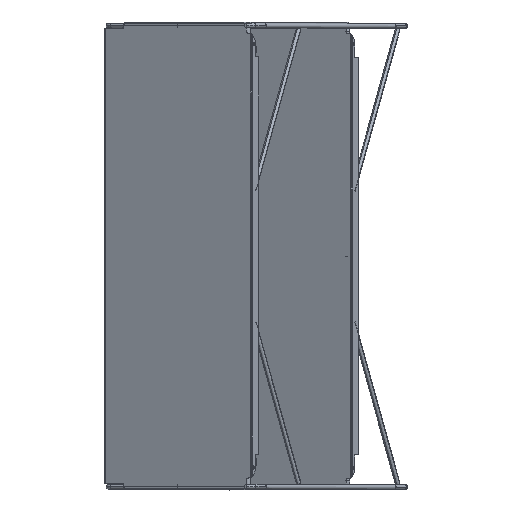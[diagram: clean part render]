
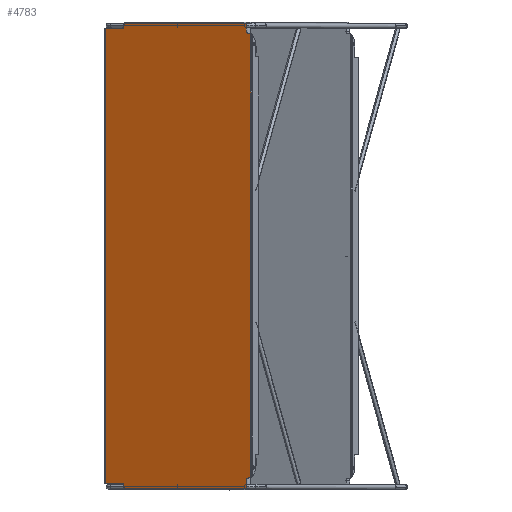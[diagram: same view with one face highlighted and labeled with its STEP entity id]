
A CAD part, top view. The second image highlights one B-rep face of the part: STEP entity #4783.
In plain terms, the highlighted face is planar.
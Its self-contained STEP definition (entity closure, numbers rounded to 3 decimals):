
#4 = EDGE_CURVE ( 'NONE', #5729, #690, #5521, .T. ) ;
#14 = ORIENTED_EDGE ( 'NONE', *, *, #692, .T. ) ;
#45 = VERTEX_POINT ( 'NONE', #1882 ) ;
#109 = LINE ( 'NONE', #6548, #4494 ) ;
#126 = DIRECTION ( 'NONE',  ( 0., -1., 0. ) ) ;
#140 = CIRCLE ( 'NONE', #2811, 4. ) ;
#274 = ORIENTED_EDGE ( 'NONE', *, *, #5560, .T. ) ;
#303 = ORIENTED_EDGE ( 'NONE', *, *, #7141, .F. ) ;
#324 = DIRECTION ( 'NONE',  ( 0., 1., 0. ) ) ;
#371 = VERTEX_POINT ( 'NONE', #1731 ) ;
#377 = DIRECTION ( 'NONE',  ( 1., 0., 0. ) ) ;
#465 = LINE ( 'NONE', #6273, #4133 ) ;
#491 = VECTOR ( 'NONE', #4249, 1000. ) ;
#593 = CARTESIAN_POINT ( 'NONE',  ( -116.921, 436.354, -1. ) ) ;
#612 = CARTESIAN_POINT ( 'NONE',  ( -9.253, 255.267, -1. ) ) ;
#632 = LINE ( 'NONE', #1804, #7289 ) ;
#674 = VERTEX_POINT ( 'NONE', #2836 ) ;
#690 = VERTEX_POINT ( 'NONE', #4971 ) ;
#692 = EDGE_CURVE ( 'NONE', #5127, #6011, #7229, .T. ) ;
#796 = EDGE_CURVE ( 'NONE', #690, #3866, #1475, .T. ) ;
#813 = ORIENTED_EDGE ( 'NONE', *, *, #6432, .T. ) ;
#836 = ORIENTED_EDGE ( 'NONE', *, *, #2203, .T. ) ;
#990 = AXIS2_PLACEMENT_3D ( 'NONE', #4797, #7127, #2060 ) ;
#991 = ORIENTED_EDGE ( 'NONE', *, *, #796, .F. ) ;
#1144 = ORIENTED_EDGE ( 'NONE', *, *, #2212, .T. ) ;
#1216 = CIRCLE ( 'NONE', #990, 4. ) ;
#1220 = LINE ( 'NONE', #4082, #6212 ) ;
#1300 = CARTESIAN_POINT ( 'NONE',  ( -2.3, 11.224, -1. ) ) ;
#1315 = ORIENTED_EDGE ( 'NONE', *, *, #4, .F. ) ;
#1326 = VERTEX_POINT ( 'NONE', #4712 ) ;
#1440 = EDGE_CURVE ( 'NONE', #4354, #3575, #7283, .T. ) ;
#1475 = LINE ( 'NONE', #5491, #5888 ) ;
#1654 = VECTOR ( 'NONE', #7117, 1000. ) ;
#1667 = VECTOR ( 'NONE', #5193, 1000. ) ;
#1669 = CARTESIAN_POINT ( 'NONE',  ( 63.197, 235.854, -1. ) ) ;
#1692 = CIRCLE ( 'NONE', #2052, 2. ) ;
#1699 = VECTOR ( 'NONE', #5429, 1000. ) ;
#1731 = CARTESIAN_POINT ( 'NONE',  ( -791.265, 257.199, -1. ) ) ;
#1746 = DIRECTION ( 'NONE',  ( 0., 0., -1. ) ) ;
#1802 = VERTEX_POINT ( 'NONE', #7039 ) ;
#1804 = CARTESIAN_POINT ( 'NONE',  ( -782.113, 0., -1. ) ) ;
#1810 = EDGE_CURVE ( 'NONE', #5549, #3602, #5872, .T. ) ;
#1882 = CARTESIAN_POINT ( 'NONE',  ( -19.887, 2.835, -1. ) ) ;
#1950 = LINE ( 'NONE', #4772, #491 ) ;
#2052 = AXIS2_PLACEMENT_3D ( 'NONE', #7223, #4381, #2624 ) ;
#2060 = DIRECTION ( 'NONE',  ( 1., 0., 0. ) ) ;
#2071 = VECTOR ( 'NONE', #126, 1000. ) ;
#2073 = ORIENTED_EDGE ( 'NONE', *, *, #6558, .T. ) ;
#2148 = DIRECTION ( 'NONE',  ( -1., 0., 0. ) ) ;
#2168 = CARTESIAN_POINT ( 'NONE',  ( -19.887, 7.223, -1. ) ) ;
#2179 = DIRECTION ( 'NONE',  ( 1., 0., 0. ) ) ;
#2203 = EDGE_CURVE ( 'NONE', #45, #5127, #1950, .T. ) ;
#2212 = EDGE_CURVE ( 'NONE', #6011, #7006, #109, .T. ) ;
#2309 = CARTESIAN_POINT ( 'NONE',  ( -791.265, 291.2, -1. ) ) ;
#2358 = ORIENTED_EDGE ( 'NONE', *, *, #3389, .T. ) ;
#2400 = LINE ( 'NONE', #3541, #1654 ) ;
#2425 = DIRECTION ( 'NONE',  ( -0.707, 0.707, 0. ) ) ;
#2479 = LINE ( 'NONE', #1669, #5467 ) ;
#2624 = DIRECTION ( 'NONE',  ( 1., 0., 0. ) ) ;
#2811 = AXIS2_PLACEMENT_3D ( 'NONE', #3949, #1746, #4586 ) ;
#2836 = CARTESIAN_POINT ( 'NONE',  ( -786.115, 11.224, -1. ) ) ;
#2938 = ORIENTED_EDGE ( 'NONE', *, *, #4861, .F. ) ;
#3061 = CARTESIAN_POINT ( 'NONE',  ( -799.7, 253.404, -1. ) ) ;
#3349 = CARTESIAN_POINT ( 'NONE',  ( -799.7, 11.224, -1. ) ) ;
#3389 = EDGE_CURVE ( 'NONE', #5768, #371, #1692, .T. ) ;
#3397 = LINE ( 'NONE', #593, #1667 ) ;
#3418 = FACE_OUTER_BOUND ( 'NONE', #4874, .T. ) ;
#3495 = ORIENTED_EDGE ( 'NONE', *, *, #3651, .T. ) ;
#3541 = CARTESIAN_POINT ( 'NONE',  ( -799.7, 291.2, -1. ) ) ;
#3575 = VERTEX_POINT ( 'NONE', #3061 ) ;
#3602 = VERTEX_POINT ( 'NONE', #1300 ) ;
#3641 = ORIENTED_EDGE ( 'NONE', *, *, #1810, .T. ) ;
#3651 = EDGE_CURVE ( 'NONE', #1326, #674, #1216, .T. ) ;
#3695 = EDGE_CURVE ( 'NONE', #45, #3734, #4762, .T. ) ;
#3734 = VERTEX_POINT ( 'NONE', #2168 ) ;
#3866 = VERTEX_POINT ( 'NONE', #4008 ) ;
#3914 = EDGE_CURVE ( 'NONE', #5768, #3575, #3397, .T. ) ;
#3949 = CARTESIAN_POINT ( 'NONE',  ( -15.887, 7.224, -1. ) ) ;
#4008 = CARTESIAN_POINT ( 'NONE',  ( -10.735, 291.2, -1. ) ) ;
#4069 = ORIENTED_EDGE ( 'NONE', *, *, #3914, .F. ) ;
#4082 = CARTESIAN_POINT ( 'NONE',  ( 0., 11.224, -1. ) ) ;
#4133 = VECTOR ( 'NONE', #4523, 1000. ) ;
#4197 = CARTESIAN_POINT ( 'NONE',  ( -19.887, 0., -1. ) ) ;
#4249 = DIRECTION ( 'NONE',  ( -0.707, -0.707, 0. ) ) ;
#4321 = ORIENTED_EDGE ( 'NONE', *, *, #6117, .T. ) ;
#4354 = VERTEX_POINT ( 'NONE', #3349 ) ;
#4366 = ORIENTED_EDGE ( 'NONE', *, *, #4853, .T. ) ;
#4376 = VERTEX_POINT ( 'NONE', #2309 ) ;
#4381 = DIRECTION ( 'NONE',  ( 0., 0., 1. ) ) ;
#4399 = CARTESIAN_POINT ( 'NONE',  ( -8.735, 257.199, -1. ) ) ;
#4494 = VECTOR ( 'NONE', #2425, 1000. ) ;
#4523 = DIRECTION ( 'NONE',  ( 0., 1., 0. ) ) ;
#4580 = ORIENTED_EDGE ( 'NONE', *, *, #1440, .T. ) ;
#4586 = DIRECTION ( 'NONE',  ( 1., 0., 0. ) ) ;
#4706 = DIRECTION ( 'NONE',  ( 0., 1., 0. ) ) ;
#4712 = CARTESIAN_POINT ( 'NONE',  ( -782.113, 7.223, -1. ) ) ;
#4762 = LINE ( 'NONE', #4197, #5552 ) ;
#4772 = CARTESIAN_POINT ( 'NONE',  ( -11.361, 11.361, -1. ) ) ;
#4783 = ADVANCED_FACE ( 'NONE', ( #3418 ), #5941, .F. ) ;
#4797 = CARTESIAN_POINT ( 'NONE',  ( -786.113, 7.224, -1. ) ) ;
#4853 = EDGE_CURVE ( 'NONE', #371, #4376, #465, .T. ) ;
#4861 = EDGE_CURVE ( 'NONE', #3734, #1802, #140, .T. ) ;
#4870 = AXIS2_PLACEMENT_3D ( 'NONE', #5452, #5111, #7146 ) ;
#4874 = EDGE_LOOP ( 'NONE', ( #5262, #836, #14, #1144, #813, #3495, #4321, #4580, #4069, #2358, #4366, #2073, #991, #1315, #274, #3641, #303, #2938 ) ) ;
#4971 = CARTESIAN_POINT ( 'NONE',  ( -10.735, 257.199, -1. ) ) ;
#5111 = DIRECTION ( 'NONE',  ( 0., 0., 1. ) ) ;
#5127 = VERTEX_POINT ( 'NONE', #5432 ) ;
#5193 = DIRECTION ( 'NONE',  ( -0.966, -0.259, 0. ) ) ;
#5262 = ORIENTED_EDGE ( 'NONE', *, *, #3695, .F. ) ;
#5340 = CARTESIAN_POINT ( 'NONE',  ( -2.3, 253.404, -1. ) ) ;
#5429 = DIRECTION ( 'NONE',  ( 0., 1., 0. ) ) ;
#5432 = CARTESIAN_POINT ( 'NONE',  ( -20.422, 2.3, -1. ) ) ;
#5452 = CARTESIAN_POINT ( 'NONE',  ( 0., 0., -1. ) ) ;
#5467 = VECTOR ( 'NONE', #7160, 1000. ) ;
#5491 = CARTESIAN_POINT ( 'NONE',  ( -10.735, 0., -1. ) ) ;
#5521 = CIRCLE ( 'NONE', #6130, 2. ) ;
#5549 = VERTEX_POINT ( 'NONE', #5340 ) ;
#5552 = VECTOR ( 'NONE', #6495, 1000. ) ;
#5560 = EDGE_CURVE ( 'NONE', #5729, #5549, #2479, .T. ) ;
#5605 = LINE ( 'NONE', #6316, #7022 ) ;
#5657 = VECTOR ( 'NONE', #2148, 1000. ) ;
#5729 = VERTEX_POINT ( 'NONE', #612 ) ;
#5768 = VERTEX_POINT ( 'NONE', #6914 ) ;
#5872 = LINE ( 'NONE', #7118, #2071 ) ;
#5888 = VECTOR ( 'NONE', #324, 1000. ) ;
#5941 = PLANE ( 'NONE',  #4870 ) ;
#6011 = VERTEX_POINT ( 'NONE', #7297 ) ;
#6032 = CARTESIAN_POINT ( 'NONE',  ( -799.7, 0., -1. ) ) ;
#6117 = EDGE_CURVE ( 'NONE', #674, #4354, #1220, .T. ) ;
#6130 = AXIS2_PLACEMENT_3D ( 'NONE', #4399, #6684, #377 ) ;
#6212 = VECTOR ( 'NONE', #7390, 1000. ) ;
#6273 = CARTESIAN_POINT ( 'NONE',  ( -791.265, 0., -1. ) ) ;
#6316 = CARTESIAN_POINT ( 'NONE',  ( 0., 11.224, -1. ) ) ;
#6432 = EDGE_CURVE ( 'NONE', #7006, #1326, #632, .T. ) ;
#6495 = DIRECTION ( 'NONE',  ( 0., 1., 0. ) ) ;
#6548 = CARTESIAN_POINT ( 'NONE',  ( -389.639, -389.639, -1. ) ) ;
#6558 = EDGE_CURVE ( 'NONE', #4376, #3866, #2400, .T. ) ;
#6684 = DIRECTION ( 'NONE',  ( 0., 0., -1. ) ) ;
#6884 = CARTESIAN_POINT ( 'NONE',  ( -782.113, 2.835, -1. ) ) ;
#6914 = CARTESIAN_POINT ( 'NONE',  ( -792.747, 255.267, -1. ) ) ;
#7006 = VERTEX_POINT ( 'NONE', #6884 ) ;
#7022 = VECTOR ( 'NONE', #2179, 1000. ) ;
#7039 = CARTESIAN_POINT ( 'NONE',  ( -15.885, 11.224, -1. ) ) ;
#7117 = DIRECTION ( 'NONE',  ( 1., 0., 0. ) ) ;
#7118 = CARTESIAN_POINT ( 'NONE',  ( -2.3, 292., -1. ) ) ;
#7127 = DIRECTION ( 'NONE',  ( 0., 0., 1. ) ) ;
#7141 = EDGE_CURVE ( 'NONE', #1802, #3602, #5605, .T. ) ;
#7146 = DIRECTION ( 'NONE',  ( 1., 0., 0. ) ) ;
#7160 = DIRECTION ( 'NONE',  ( 0.966, -0.259, 0. ) ) ;
#7223 = CARTESIAN_POINT ( 'NONE',  ( -793.265, 257.199, -1. ) ) ;
#7229 = LINE ( 'NONE', #7417, #5657 ) ;
#7283 = LINE ( 'NONE', #6032, #1699 ) ;
#7289 = VECTOR ( 'NONE', #4706, 1000. ) ;
#7297 = CARTESIAN_POINT ( 'NONE',  ( -781.578, 2.3, -1. ) ) ;
#7390 = DIRECTION ( 'NONE',  ( -1., 0., 0. ) ) ;
#7417 = CARTESIAN_POINT ( 'NONE',  ( -19.887, 2.3, -1. ) ) ;
